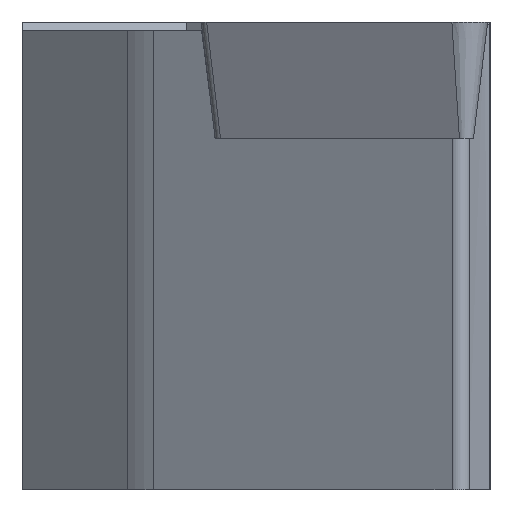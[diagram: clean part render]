
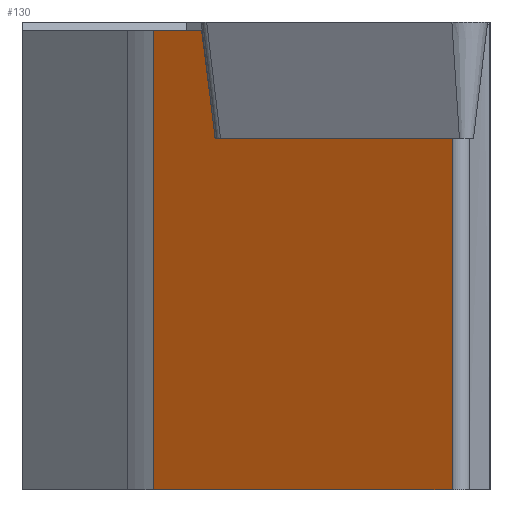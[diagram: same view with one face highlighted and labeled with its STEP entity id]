
A CAD part, left-side view. The second image highlights one B-rep face of the part: STEP entity #130.
In plain terms, the highlighted planar face has unit normal (-0.848, 0.53, 0).
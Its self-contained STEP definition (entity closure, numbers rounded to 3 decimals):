
#130=ADVANCED_FACE('',(#175),#155,.F.);
#155=PLANE('',#580);
#175=FACE_OUTER_BOUND('',#201,.T.);
#201=EDGE_LOOP('',(#253,#254,#255,#256,#257,#258));
#253=ORIENTED_EDGE('',*,*,#424,.F.);
#254=ORIENTED_EDGE('',*,*,#415,.F.);
#255=ORIENTED_EDGE('',*,*,#425,.T.);
#256=ORIENTED_EDGE('',*,*,#426,.F.);
#257=ORIENTED_EDGE('',*,*,#422,.F.);
#258=ORIENTED_EDGE('',*,*,#427,.F.);
#364=VERTEX_POINT('',#750);
#372=VERTEX_POINT('',#765);
#377=VERTEX_POINT('',#779);
#378=VERTEX_POINT('',#781);
#379=VERTEX_POINT('',#785);
#380=VERTEX_POINT('',#787);
#415=EDGE_CURVE('',#372,#364,#478,.T.);
#422=EDGE_CURVE('',#377,#378,#484,.T.);
#424=EDGE_CURVE('',#364,#379,#485,.T.);
#425=EDGE_CURVE('',#372,#380,#486,.T.);
#426=EDGE_CURVE('',#378,#380,#487,.T.);
#427=EDGE_CURVE('',#379,#377,#488,.T.);
#478=LINE('',#766,#528);
#484=LINE('',#780,#534);
#485=LINE('',#784,#535);
#486=LINE('',#786,#536);
#487=LINE('',#788,#537);
#488=LINE('',#789,#538);
#528=VECTOR('',#626,1.);
#534=VECTOR('',#638,1.);
#535=VECTOR('',#643,1.);
#536=VECTOR('',#644,1.);
#537=VECTOR('',#645,1.);
#538=VECTOR('',#646,1.);
#580=AXIS2_PLACEMENT_3D('',#790,#647,#648);
#626=DIRECTION('',(-0.53,-0.848,0.));
#638=DIRECTION('',(0.,0.,-1.));
#643=DIRECTION('',(-0.079,-0.126,-0.989));
#644=DIRECTION('',(0.,0.,-1.));
#645=DIRECTION('',(0.53,0.848,0.));
#646=DIRECTION('',(-0.53,-0.848,0.));
#647=DIRECTION('',(0.848,-0.53,0.));
#648=DIRECTION('',(0.53,0.848,0.));
#750=CARTESIAN_POINT('',(6.854,-6.14,-0.3));
#765=CARTESIAN_POINT('',(7.889,-4.483,-0.3));
#766=CARTESIAN_POINT('',(1.503,-14.703,-0.3));
#779=CARTESIAN_POINT('',(1.503,-14.703,-3.97));
#780=CARTESIAN_POINT('',(1.503,-14.703,-30.));
#781=CARTESIAN_POINT('',(1.503,-14.703,-16.));
#784=CARTESIAN_POINT('',(4.429,-10.02,-30.828));
#785=CARTESIAN_POINT('',(6.563,-6.606,-3.97));
#786=CARTESIAN_POINT('',(7.889,-4.483,-30.));
#787=CARTESIAN_POINT('',(7.889,-4.483,-16.));
#788=CARTESIAN_POINT('',(1.503,-14.703,-16.));
#789=CARTESIAN_POINT('',(1.503,-14.703,-3.97));
#790=CARTESIAN_POINT('',(1.503,-14.703,-30.));
